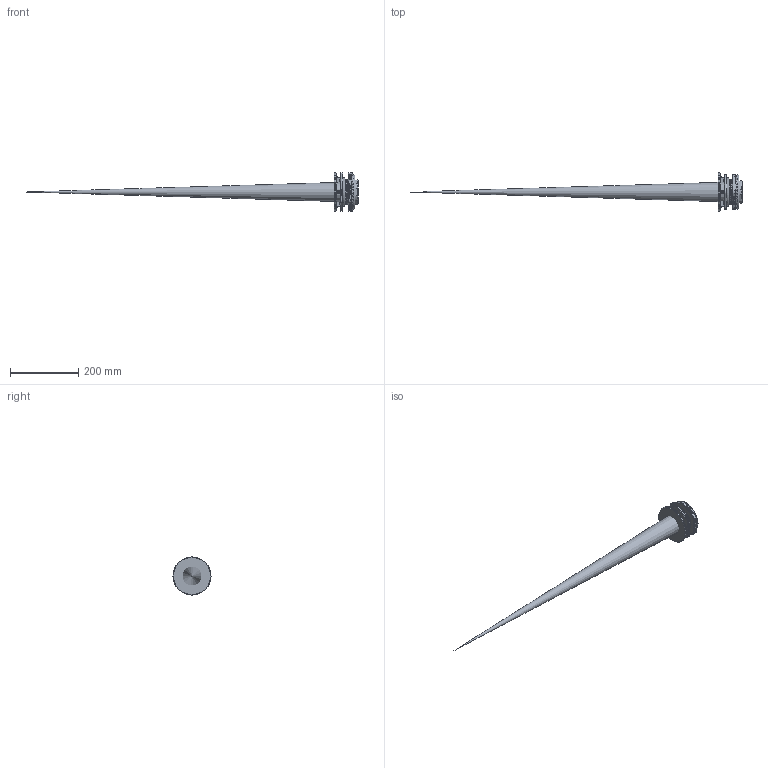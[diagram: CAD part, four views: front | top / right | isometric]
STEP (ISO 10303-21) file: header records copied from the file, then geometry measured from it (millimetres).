
FILE_DESCRIPTION(/* description */ ('2" ANTI VORTEX TANK FITTING'),/* implementation_level */ '2;1');
FILE_NAME(/* name */ 'TF200AV.stp',/* time_stamp */ '2020-08-14T08:52:36-04:00',/* author */ ('MJC'),/* organization */ (''),/* preprocessor_version */ 'ST-DEVELOPER v17.2',/* originating_system */ 'Autodesk Inventor 2019',/* authorisation */ '');
FILE_SCHEMA (('AUTOMOTIVE_DESIGN { 1 0 10303 214 3 1 1 }'));
Length unit declared in the file: inch
Products named in the file (5): TF200AV; TF201AV; TF153; TF153X; LST150-GV
Assembly tree (4 placements, depth 3):
  TF200AV
    TF201AV
    TF153
      TF153X
    LST150-GV
Bounding box: 974.14 x 111.76 x 112.61 mm (x, y, z)
Volume: 256157.8 mm3; surface area: 271122.4 mm2
Topology: 3 solids, 3 shells, 836 faces, 2219 edges, 1424 vertices
Faces by surface type: plane 479, bspline 150, cylinder 122, torus 51, cone 18, sphere 16
Full cylindrical faces by diameter (mm): 54.356 x1, 70.612 x6, 71.298 x3, 75.438 x7, 76.2 x6, 99.822 x1, 111.76 x1
Entity records: 32636 total; most frequent: CARTESIAN_POINT 12778, ORIENTED_EDGE 4406, DIRECTION 3497, EDGE_CURVE 2203, LINE 1487, VECTOR 1487, VERTEX_POINT 1422, AXIS2_PLACEMENT_3D 1005
